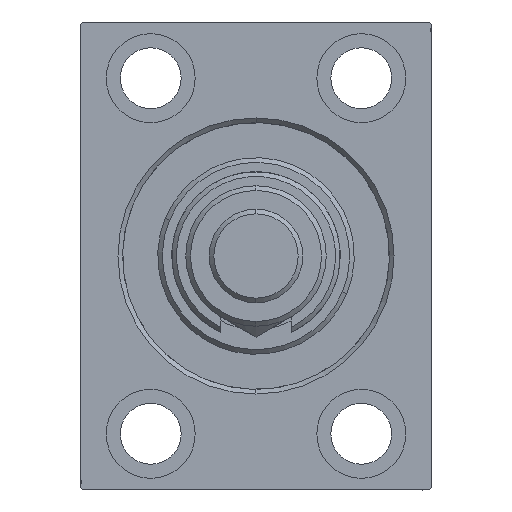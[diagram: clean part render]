
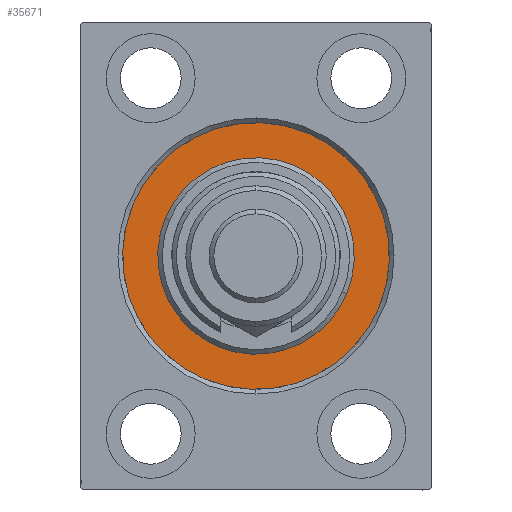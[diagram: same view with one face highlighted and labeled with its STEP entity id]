
A CAD part, left-side view. The second image highlights one B-rep face of the part: STEP entity #35671.
In plain terms, the highlighted face is planar.
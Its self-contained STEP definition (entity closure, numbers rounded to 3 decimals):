
#471 = EDGE_LOOP ( 'NONE', ( #25638, #5470 ) ) ;
#983 = AXIS2_PLACEMENT_3D ( 'NONE', #7805, #8038, #29629 ) ;
#1787 = VERTEX_POINT ( 'NONE', #24430 ) ;
#2009 = EDGE_CURVE ( 'NONE', #40361, #1787, #24482, .T. ) ;
#2011 = DIRECTION ( 'NONE',  ( 0., 0., 1. ) ) ;
#2166 = VERTEX_POINT ( 'NONE', #21740 ) ;
#2811 = DIRECTION ( 'NONE',  ( 0., 0., 1. ) ) ;
#5470 = ORIENTED_EDGE ( 'NONE', *, *, #37067, .F. ) ;
#6145 = DIRECTION ( 'NONE',  ( -1., 0., 0. ) ) ;
#7805 = CARTESIAN_POINT ( 'NONE',  ( 0., 0., 0. ) ) ;
#8038 = DIRECTION ( 'NONE',  ( 1., 0., 0. ) ) ;
#8183 = AXIS2_PLACEMENT_3D ( 'NONE', #24873, #6145, #2811 ) ;
#10011 = DIRECTION ( 'NONE',  ( 0., 0., 1. ) ) ;
#10920 = ORIENTED_EDGE ( 'NONE', *, *, #44245, .F. ) ;
#12604 = ORIENTED_EDGE ( 'NONE', *, *, #2009, .F. ) ;
#13476 = CIRCLE ( 'NONE', #40010, 28.5 ) ;
#16710 = DIRECTION ( 'NONE',  ( 1., 0., 0. ) ) ;
#21740 = CARTESIAN_POINT ( 'NONE',  ( 0., 0., 28.5 ) ) ;
#23948 = PLANE ( 'NONE',  #8183 ) ;
#24430 = CARTESIAN_POINT ( 'NONE',  ( 0., 0., -21. ) ) ;
#24481 = CARTESIAN_POINT ( 'NONE',  ( 0., 0., 0. ) ) ;
#24482 = CIRCLE ( 'NONE', #983, 21. ) ;
#24873 = CARTESIAN_POINT ( 'NONE',  ( 0., 0., 0. ) ) ;
#24921 = EDGE_LOOP ( 'NONE', ( #12604, #10920 ) ) ;
#25638 = ORIENTED_EDGE ( 'NONE', *, *, #43578, .F. ) ;
#27400 = DIRECTION ( 'NONE',  ( -1., 0., 0. ) ) ;
#27637 = CARTESIAN_POINT ( 'NONE',  ( 0., 0., 0. ) ) ;
#28042 = AXIS2_PLACEMENT_3D ( 'NONE', #24481, #31830, #10011 ) ;
#28080 = CIRCLE ( 'NONE', #28042, 28.5 ) ;
#28425 = FACE_BOUND ( 'NONE', #24921, .T. ) ;
#29629 = DIRECTION ( 'NONE',  ( 0., 0., -1. ) ) ;
#31659 = CARTESIAN_POINT ( 'NONE',  ( 0., 0., 0. ) ) ;
#31830 = DIRECTION ( 'NONE',  ( -1., 0., 0. ) ) ;
#34150 = AXIS2_PLACEMENT_3D ( 'NONE', #27637, #16710, #35215 ) ;
#34250 = VERTEX_POINT ( 'NONE', #35864 ) ;
#35215 = DIRECTION ( 'NONE',  ( 0., 0., -1. ) ) ;
#35671 = ADVANCED_FACE ( 'NONE', ( #28425, #42894 ), #23948, .F. ) ;
#35864 = CARTESIAN_POINT ( 'NONE',  ( 0., 0., -28.5 ) ) ;
#37067 = EDGE_CURVE ( 'NONE', #2166, #34250, #13476, .T. ) ;
#40010 = AXIS2_PLACEMENT_3D ( 'NONE', #31659, #27400, #2011 ) ;
#40361 = VERTEX_POINT ( 'NONE', #46225 ) ;
#42894 = FACE_OUTER_BOUND ( 'NONE', #471, .T. ) ;
#43578 = EDGE_CURVE ( 'NONE', #34250, #2166, #28080, .T. ) ;
#44006 = CIRCLE ( 'NONE', #34150, 21. ) ;
#44245 = EDGE_CURVE ( 'NONE', #1787, #40361, #44006, .T. ) ;
#46225 = CARTESIAN_POINT ( 'NONE',  ( 0., 0., 21. ) ) ;
